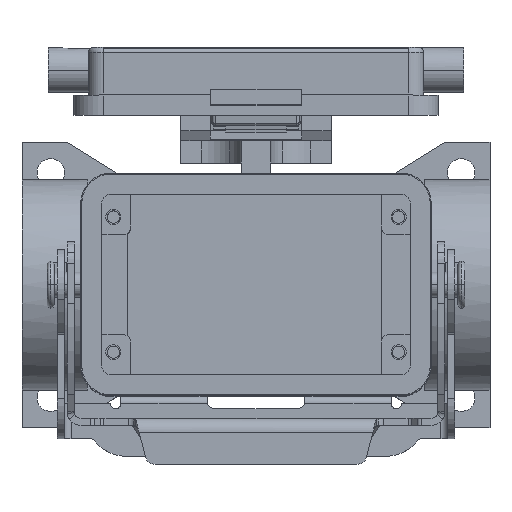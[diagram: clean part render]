
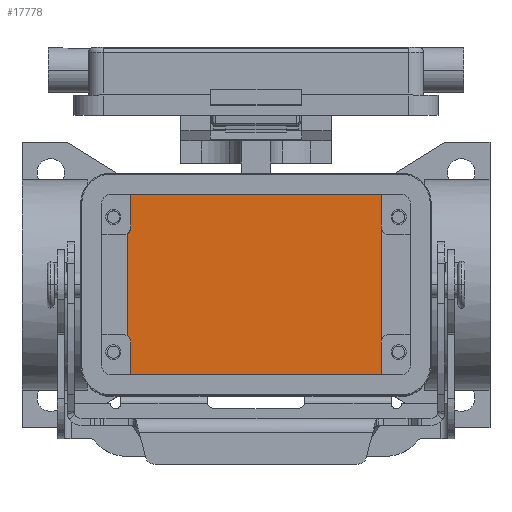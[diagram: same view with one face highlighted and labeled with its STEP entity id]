
A CAD part, top view. The second image highlights one B-rep face of the part: STEP entity #17778.
In plain terms, the highlighted planar face has unit normal (0, 0, 1).
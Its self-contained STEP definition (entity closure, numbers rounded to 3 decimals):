
#17705=CARTESIAN_POINT('',(0.,0.,-62.0));
#17706=DIRECTION('',(0.0,0.0,1.0));
#17707=DIRECTION('',(1.0,0.0,0.0));
#17708=AXIS2_PLACEMENT_3D('',#17705,#17706,#17707);
#17709=PLANE('',#17708);
#17710=CARTESIAN_POINT('',(-25.75,10.201,-62.0));
#17711=VERTEX_POINT('',#17710);
#17712=CARTESIAN_POINT('',(-25.75,-10.201,-62.0));
#17713=VERTEX_POINT('',#17712);
#17714=CARTESIAN_POINT('',(-25.75,10.201,-62.0));
#17715=DIRECTION('',(0.0,-1.0,0.0));
#17716=VECTOR('',#17715,20.402);
#17717=LINE('',#17714,#17716);
#17718=EDGE_CURVE('',#17711,#17713,#17717,.T.);
#17719=ORIENTED_EDGE('',*,*,#17718,.T.);
#17720=CARTESIAN_POINT('',(-25.0,-11.5,-62.));
#17721=VERTEX_POINT('',#17720);
#17722=CARTESIAN_POINT('',(-26.5,-11.5,-62.0));
#17723=DIRECTION('',(0.0,0.0,-1.0));
#17724=DIRECTION('',(-1.0,0.0,0.0));
#17725=AXIS2_PLACEMENT_3D('',#17722,#17723,#17724);
#17726=CIRCLE('',#17725,1.5);
#17727=EDGE_CURVE('',#17713,#17721,#17726,.T.);
#17728=ORIENTED_EDGE('',*,*,#17727,.T.);
#17729=CARTESIAN_POINT('',(-25.0,-18.25,-62.));
#17730=VERTEX_POINT('',#17729);
#17731=CARTESIAN_POINT('',(-25.0,-11.5,-62.));
#17732=DIRECTION('',(0.0,-1.0,0.0));
#17733=VECTOR('',#17732,6.75);
#17734=LINE('',#17731,#17733);
#17735=EDGE_CURVE('',#17721,#17730,#17734,.T.);
#17736=ORIENTED_EDGE('',*,*,#17735,.T.);
#17737=CARTESIAN_POINT('',(25.0,-18.25,-62.));
#17738=VERTEX_POINT('',#17737);
#17739=CARTESIAN_POINT('',(-25.0,-18.25,-62.));
#17740=DIRECTION('',(1.0,0.0,0.0));
#17741=VECTOR('',#17740,50.0);
#17742=LINE('',#17739,#17741);
#17743=EDGE_CURVE('',#17730,#17738,#17742,.T.);
#17744=ORIENTED_EDGE('',*,*,#17743,.T.);
#17745=CARTESIAN_POINT('',(25.,18.25,-62.));
#17746=VERTEX_POINT('',#17745);
#17747=CARTESIAN_POINT('',(25.0,-18.25,-62.));
#17748=DIRECTION('',(0.0,1.0,0.0));
#17749=VECTOR('',#17748,36.5);
#17750=LINE('',#17747,#17749);
#17751=EDGE_CURVE('',#17738,#17746,#17750,.T.);
#17752=ORIENTED_EDGE('',*,*,#17751,.T.);
#17753=CARTESIAN_POINT('',(-25.0,18.25,-62.));
#17754=VERTEX_POINT('',#17753);
#17755=CARTESIAN_POINT('',(25.,18.25,-62.));
#17756=DIRECTION('',(-1.0,0.0,0.0));
#17757=VECTOR('',#17756,50.);
#17758=LINE('',#17755,#17757);
#17759=EDGE_CURVE('',#17746,#17754,#17758,.T.);
#17760=ORIENTED_EDGE('',*,*,#17759,.T.);
#17761=CARTESIAN_POINT('',(-25.,11.5,-62.));
#17762=VERTEX_POINT('',#17761);
#17763=CARTESIAN_POINT('',(-25.0,18.25,-62.));
#17764=DIRECTION('',(0.0,-1.0,0.0));
#17765=VECTOR('',#17764,6.75);
#17766=LINE('',#17763,#17765);
#17767=EDGE_CURVE('',#17754,#17762,#17766,.T.);
#17768=ORIENTED_EDGE('',*,*,#17767,.T.);
#17769=CARTESIAN_POINT('',(-26.5,11.5,-62.0));
#17770=DIRECTION('',(0.0,0.0,-1.0));
#17771=DIRECTION('',(0.0,-1.0,0.0));
#17772=AXIS2_PLACEMENT_3D('',#17769,#17770,#17771);
#17773=CIRCLE('',#17772,1.5);
#17774=EDGE_CURVE('',#17762,#17711,#17773,.T.);
#17775=ORIENTED_EDGE('',*,*,#17774,.T.);
#17776=EDGE_LOOP('',(#17719,#17728,#17736,#17744,#17752,#17760,#17768,#17775));
#17777=FACE_OUTER_BOUND('',#17776,.T.);
#17778=ADVANCED_FACE('',(#17777),#17709,.T.);
